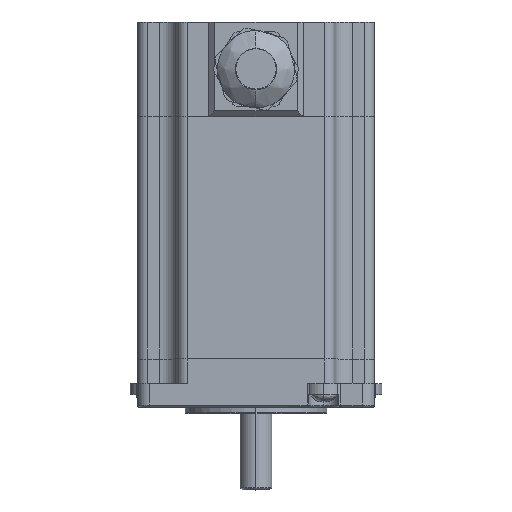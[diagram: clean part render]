
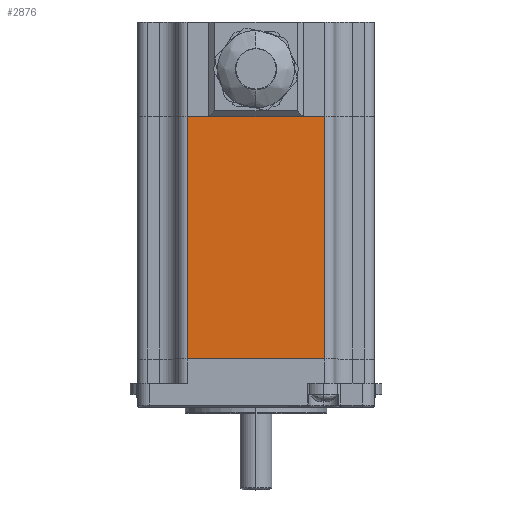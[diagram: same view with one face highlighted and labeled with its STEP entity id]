
A CAD part, top view. The second image highlights one B-rep face of the part: STEP entity #2876.
In plain terms, the highlighted face is planar.
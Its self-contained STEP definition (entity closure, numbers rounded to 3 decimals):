
#162 = PLANE('',#163);
#163 = AXIS2_PLACEMENT_3D('',#164,#165,#166);
#164 = CARTESIAN_POINT('',(-27.5,0.,-17.5));
#165 = DIRECTION('',(0.,1.,0.));
#166 = DIRECTION('',(0.,0.,1.));
#278 = PLANE('',#279);
#279 = AXIS2_PLACEMENT_3D('',#280,#281,#282);
#280 = CARTESIAN_POINT('',(-27.5,61.5,-17.5));
#281 = DIRECTION('',(0.,1.,0.));
#282 = DIRECTION('',(0.,0.,1.));
#778 = VERTEX_POINT('',#779);
#779 = CARTESIAN_POINT('',(30.,61.5,17.5));
#794 = CYLINDRICAL_SURFACE('',#795,2.5);
#795 = AXIS2_PLACEMENT_3D('',#796,#797,#798);
#796 = CARTESIAN_POINT('',(27.5,61.5,17.5));
#797 = DIRECTION('',(0.,-1.,0.));
#798 = DIRECTION('',(0.,0.,-1.));
#828 = EDGE_CURVE('',#778,#829,#831,.T.);
#829 = VERTEX_POINT('',#830);
#830 = CARTESIAN_POINT('',(30.,61.5,-17.5));
#831 = SURFACE_CURVE('',#832,(#836,#843),.PCURVE_S1.);
#832 = LINE('',#833,#834);
#833 = CARTESIAN_POINT('',(30.,61.5,-17.5));
#834 = VECTOR('',#835,1.);
#835 = DIRECTION('',(0.,0.,-1.));
#836 = PCURVE('',#278,#837);
#837 = DEFINITIONAL_REPRESENTATION('',(#838),#842);
#838 = LINE('',#839,#840);
#839 = CARTESIAN_POINT('',(0.,57.5));
#840 = VECTOR('',#841,1.);
#841 = DIRECTION('',(-1.,0.));
#842 = ( GEOMETRIC_REPRESENTATION_CONTEXT(2) 
PARAMETRIC_REPRESENTATION_CONTEXT() REPRESENTATION_CONTEXT('2D SPACE',''
  ) );
#843 = PCURVE('',#844,#849);
#844 = PLANE('',#845);
#845 = AXIS2_PLACEMENT_3D('',#846,#847,#848);
#846 = CARTESIAN_POINT('',(30.,61.5,-17.5));
#847 = DIRECTION('',(-1.,0.,0.));
#848 = DIRECTION('',(0.,0.,1.));
#849 = DEFINITIONAL_REPRESENTATION('',(#850),#854);
#850 = LINE('',#851,#852);
#851 = CARTESIAN_POINT('',(0.,0.));
#852 = VECTOR('',#853,1.);
#853 = DIRECTION('',(-1.,0.));
#854 = ( GEOMETRIC_REPRESENTATION_CONTEXT(2) 
PARAMETRIC_REPRESENTATION_CONTEXT() REPRESENTATION_CONTEXT('2D SPACE',''
  ) );
#873 = CYLINDRICAL_SURFACE('',#874,2.5);
#874 = AXIS2_PLACEMENT_3D('',#875,#876,#877);
#875 = CARTESIAN_POINT('',(27.5,61.5,-17.5));
#876 = DIRECTION('',(0.,-1.,0.));
#877 = DIRECTION('',(0.,0.,-1.));
#1663 = VERTEX_POINT('',#1664);
#1664 = CARTESIAN_POINT('',(30.,0.,-17.5));
#1708 = EDGE_CURVE('',#1709,#1663,#1711,.T.);
#1709 = VERTEX_POINT('',#1710);
#1710 = CARTESIAN_POINT('',(30.,0.,17.5));
#1711 = SURFACE_CURVE('',#1712,(#1716,#1723),.PCURVE_S1.);
#1712 = LINE('',#1713,#1714);
#1713 = CARTESIAN_POINT('',(30.,0.,-17.5));
#1714 = VECTOR('',#1715,1.);
#1715 = DIRECTION('',(0.,0.,-1.));
#1716 = PCURVE('',#162,#1717);
#1717 = DEFINITIONAL_REPRESENTATION('',(#1718),#1722);
#1718 = LINE('',#1719,#1720);
#1719 = CARTESIAN_POINT('',(0.,57.5));
#1720 = VECTOR('',#1721,1.);
#1721 = DIRECTION('',(-1.,0.));
#1722 = ( GEOMETRIC_REPRESENTATION_CONTEXT(2) 
PARAMETRIC_REPRESENTATION_CONTEXT() REPRESENTATION_CONTEXT('2D SPACE',''
  ) );
#1723 = PCURVE('',#844,#1724);
#1724 = DEFINITIONAL_REPRESENTATION('',(#1725),#1729);
#1725 = LINE('',#1726,#1727);
#1726 = CARTESIAN_POINT('',(0.,-61.5));
#1727 = VECTOR('',#1728,1.);
#1728 = DIRECTION('',(-1.,0.));
#1729 = ( GEOMETRIC_REPRESENTATION_CONTEXT(2) 
PARAMETRIC_REPRESENTATION_CONTEXT() REPRESENTATION_CONTEXT('2D SPACE',''
  ) );
#2832 = EDGE_CURVE('',#778,#1709,#2833,.T.);
#2833 = SURFACE_CURVE('',#2834,(#2838,#2867),.PCURVE_S1.);
#2834 = LINE('',#2835,#2836);
#2835 = CARTESIAN_POINT('',(30.,61.5,17.5));
#2836 = VECTOR('',#2837,1.);
#2837 = DIRECTION('',(0.,-1.,0.));
#2838 = PCURVE('',#794,#2839);
#2839 = DEFINITIONAL_REPRESENTATION('',(#2840),#2866);
#2840 = B_SPLINE_CURVE_WITH_KNOTS('',3,(#2841,#2842,#2843,#2844,#2845,
    #2846,#2847,#2848,#2849,#2850,#2851,#2852,#2853,#2854,#2855,#2856,
    #2857,#2858,#2859,#2860,#2861,#2862,#2863,#2864,#2865),
  .UNSPECIFIED.,.F.,.F.,(4,1,1,1,1,1,1,1,1,1,1,1,1,1,1,1,1,1,1,1,1,1,4),
  (0.,2.795,5.591,8.386,11.182
    ,13.977,16.773,19.568,22.364,
    25.159,27.955,30.75,33.545,
    36.341,39.136,41.932,44.727,
    47.523,50.318,53.114,55.909,
    58.705,61.5),.QUASI_UNIFORM_KNOTS.);
#2841 = CARTESIAN_POINT('',(1.571,0.));
#2842 = CARTESIAN_POINT('',(1.571,0.932));
#2843 = CARTESIAN_POINT('',(1.571,2.795));
#2844 = CARTESIAN_POINT('',(1.571,5.591));
#2845 = CARTESIAN_POINT('',(1.571,8.386));
#2846 = CARTESIAN_POINT('',(1.571,11.182));
#2847 = CARTESIAN_POINT('',(1.571,13.977));
#2848 = CARTESIAN_POINT('',(1.571,16.773));
#2849 = CARTESIAN_POINT('',(1.571,19.568));
#2850 = CARTESIAN_POINT('',(1.571,22.364));
#2851 = CARTESIAN_POINT('',(1.571,25.159));
#2852 = CARTESIAN_POINT('',(1.571,27.955));
#2853 = CARTESIAN_POINT('',(1.571,30.75));
#2854 = CARTESIAN_POINT('',(1.571,33.545));
#2855 = CARTESIAN_POINT('',(1.571,36.341));
#2856 = CARTESIAN_POINT('',(1.571,39.136));
#2857 = CARTESIAN_POINT('',(1.571,41.932));
#2858 = CARTESIAN_POINT('',(1.571,44.727));
#2859 = CARTESIAN_POINT('',(1.571,47.523));
#2860 = CARTESIAN_POINT('',(1.571,50.318));
#2861 = CARTESIAN_POINT('',(1.571,53.114));
#2862 = CARTESIAN_POINT('',(1.571,55.909));
#2863 = CARTESIAN_POINT('',(1.571,58.705));
#2864 = CARTESIAN_POINT('',(1.571,60.568));
#2865 = CARTESIAN_POINT('',(1.571,61.5));
#2866 = ( GEOMETRIC_REPRESENTATION_CONTEXT(2) 
PARAMETRIC_REPRESENTATION_CONTEXT() REPRESENTATION_CONTEXT('2D SPACE',''
  ) );
#2867 = PCURVE('',#844,#2868);
#2868 = DEFINITIONAL_REPRESENTATION('',(#2869),#2873);
#2869 = LINE('',#2870,#2871);
#2870 = CARTESIAN_POINT('',(35.,0.));
#2871 = VECTOR('',#2872,1.);
#2872 = DIRECTION('',(0.,-1.));
#2873 = ( GEOMETRIC_REPRESENTATION_CONTEXT(2) 
PARAMETRIC_REPRESENTATION_CONTEXT() REPRESENTATION_CONTEXT('2D SPACE',''
  ) );
#2876 = ADVANCED_FACE('',(#2877),#844,.F.);
#2877 = FACE_BOUND('',#2878,.T.);
#2878 = EDGE_LOOP('',(#2879,#2880,#2923,#2924));
#2879 = ORIENTED_EDGE('',*,*,#1708,.T.);
#2880 = ORIENTED_EDGE('',*,*,#2881,.F.);
#2881 = EDGE_CURVE('',#829,#1663,#2882,.T.);
#2882 = SURFACE_CURVE('',#2883,(#2887,#2894),.PCURVE_S1.);
#2883 = LINE('',#2884,#2885);
#2884 = CARTESIAN_POINT('',(30.,61.5,-17.5));
#2885 = VECTOR('',#2886,1.);
#2886 = DIRECTION('',(0.,-1.,0.));
#2887 = PCURVE('',#844,#2888);
#2888 = DEFINITIONAL_REPRESENTATION('',(#2889),#2893);
#2889 = LINE('',#2890,#2891);
#2890 = CARTESIAN_POINT('',(0.,0.));
#2891 = VECTOR('',#2892,1.);
#2892 = DIRECTION('',(0.,-1.));
#2893 = ( GEOMETRIC_REPRESENTATION_CONTEXT(2) 
PARAMETRIC_REPRESENTATION_CONTEXT() REPRESENTATION_CONTEXT('2D SPACE',''
  ) );
#2894 = PCURVE('',#873,#2895);
#2895 = DEFINITIONAL_REPRESENTATION('',(#2896),#2922);
#2896 = B_SPLINE_CURVE_WITH_KNOTS('',3,(#2897,#2898,#2899,#2900,#2901,
    #2902,#2903,#2904,#2905,#2906,#2907,#2908,#2909,#2910,#2911,#2912,
    #2913,#2914,#2915,#2916,#2917,#2918,#2919,#2920,#2921),
  .UNSPECIFIED.,.F.,.F.,(4,1,1,1,1,1,1,1,1,1,1,1,1,1,1,1,1,1,1,1,1,1,4),
  (0.,2.795,5.591,8.386,11.182
    ,13.977,16.773,19.568,22.364,
    25.159,27.955,30.75,33.545,
    36.341,39.136,41.932,44.727,
    47.523,50.318,53.114,55.909,
    58.705,61.5),.QUASI_UNIFORM_KNOTS.);
#2897 = CARTESIAN_POINT('',(1.571,0.));
#2898 = CARTESIAN_POINT('',(1.571,0.932));
#2899 = CARTESIAN_POINT('',(1.571,2.795));
#2900 = CARTESIAN_POINT('',(1.571,5.591));
#2901 = CARTESIAN_POINT('',(1.571,8.386));
#2902 = CARTESIAN_POINT('',(1.571,11.182));
#2903 = CARTESIAN_POINT('',(1.571,13.977));
#2904 = CARTESIAN_POINT('',(1.571,16.773));
#2905 = CARTESIAN_POINT('',(1.571,19.568));
#2906 = CARTESIAN_POINT('',(1.571,22.364));
#2907 = CARTESIAN_POINT('',(1.571,25.159));
#2908 = CARTESIAN_POINT('',(1.571,27.955));
#2909 = CARTESIAN_POINT('',(1.571,30.75));
#2910 = CARTESIAN_POINT('',(1.571,33.545));
#2911 = CARTESIAN_POINT('',(1.571,36.341));
#2912 = CARTESIAN_POINT('',(1.571,39.136));
#2913 = CARTESIAN_POINT('',(1.571,41.932));
#2914 = CARTESIAN_POINT('',(1.571,44.727));
#2915 = CARTESIAN_POINT('',(1.571,47.523));
#2916 = CARTESIAN_POINT('',(1.571,50.318));
#2917 = CARTESIAN_POINT('',(1.571,53.114));
#2918 = CARTESIAN_POINT('',(1.571,55.909));
#2919 = CARTESIAN_POINT('',(1.571,58.705));
#2920 = CARTESIAN_POINT('',(1.571,60.568));
#2921 = CARTESIAN_POINT('',(1.571,61.5));
#2922 = ( GEOMETRIC_REPRESENTATION_CONTEXT(2) 
PARAMETRIC_REPRESENTATION_CONTEXT() REPRESENTATION_CONTEXT('2D SPACE',''
  ) );
#2923 = ORIENTED_EDGE('',*,*,#828,.F.);
#2924 = ORIENTED_EDGE('',*,*,#2832,.T.);
